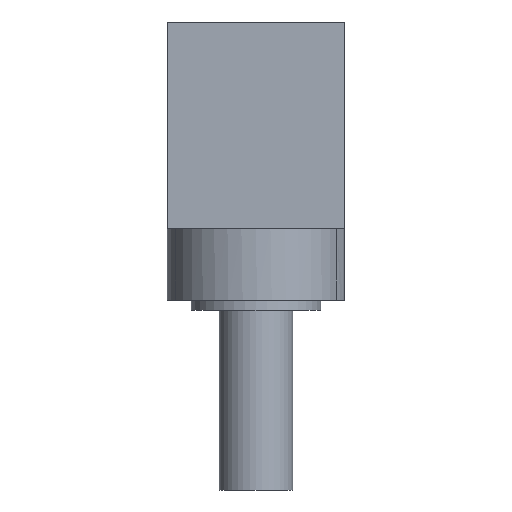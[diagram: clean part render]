
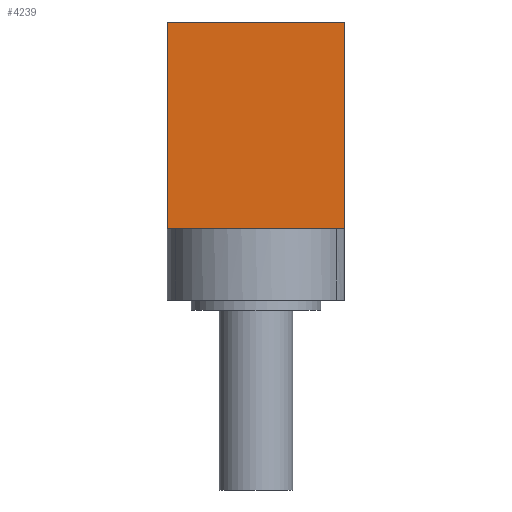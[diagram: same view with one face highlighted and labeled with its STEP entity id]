
A CAD part, front view. The second image highlights one B-rep face of the part: STEP entity #4239.
In plain terms, the highlighted planar face has unit normal (0, -1, 0).
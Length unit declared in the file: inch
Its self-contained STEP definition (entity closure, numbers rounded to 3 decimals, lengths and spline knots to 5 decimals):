
#4 = VERTEX_POINT ( 'NONE', #614 ) ;
#197 = LINE ( 'NONE', #613, #3896 ) ;
#319 = EDGE_LOOP ( 'NONE', ( #3515, #1586, #1210, #2120, #2483 ) ) ;
#351 = CARTESIAN_POINT ( 'NONE',  ( -0.185, -0.18494, -0.43065 ) ) ;
#484 = LINE ( 'NONE', #351, #3513 ) ;
#613 = CARTESIAN_POINT ( 'NONE',  ( -0.185, -0.18494, -0.58065 ) ) ;
#614 = CARTESIAN_POINT ( 'NONE',  ( -0.00064, -0.18494, -0.43065 ) ) ;
#644 = VECTOR ( 'NONE', #2280, 39.37008 ) ;
#776 = CARTESIAN_POINT ( 'NONE',  ( -0.185, -0.18494, -0.43065 ) ) ;
#782 = EDGE_CURVE ( 'NONE', #1958, #3991, #1464, .T. ) ;
#787 = DIRECTION ( 'NONE',  ( 0., -1., 0. ) ) ;
#942 = EDGE_CURVE ( 'NONE', #4, #1958, #1300, .T. ) ;
#1002 = DIRECTION ( 'NONE',  ( 0., 0., 1. ) ) ;
#1182 = CARTESIAN_POINT ( 'NONE',  ( -0.185, -0.18494, 0. ) ) ;
#1210 = ORIENTED_EDGE ( 'NONE', *, *, #942, .T. ) ;
#1300 = LINE ( 'NONE', #776, #644 ) ;
#1464 = LINE ( 'NONE', #4404, #4415 ) ;
#1486 = VECTOR ( 'NONE', #3181, 39.37008 ) ;
#1555 = VERTEX_POINT ( 'NONE', #3017 ) ;
#1586 = ORIENTED_EDGE ( 'NONE', *, *, #2807, .T. ) ;
#1605 = LINE ( 'NONE', #1649, #1486 ) ;
#1649 = CARTESIAN_POINT ( 'NONE',  ( -0.185, -0.18494, 0. ) ) ;
#1958 = VERTEX_POINT ( 'NONE', #4811 ) ;
#2109 = PLANE ( 'NONE',  #2155 ) ;
#2120 = ORIENTED_EDGE ( 'NONE', *, *, #782, .T. ) ;
#2155 = AXIS2_PLACEMENT_3D ( 'NONE', #2951, #787, #3117 ) ;
#2280 = DIRECTION ( 'NONE',  ( 1., 0., 0. ) ) ;
#2338 = EDGE_CURVE ( 'NONE', #4567, #3991, #1605, .T. ) ;
#2483 = ORIENTED_EDGE ( 'NONE', *, *, #2338, .F. ) ;
#2493 = DIRECTION ( 'NONE',  ( 1., 0., 0. ) ) ;
#2744 = CARTESIAN_POINT ( 'NONE',  ( 0.185, -0.18494, 0. ) ) ;
#2807 = EDGE_CURVE ( 'NONE', #1555, #4, #484, .T. ) ;
#2831 = DIRECTION ( 'NONE',  ( 0., 0., 1. ) ) ;
#2939 = FACE_OUTER_BOUND ( 'NONE', #319, .T. ) ;
#2951 = CARTESIAN_POINT ( 'NONE',  ( -0.185, -0.18494, -0.58065 ) ) ;
#3017 = CARTESIAN_POINT ( 'NONE',  ( -0.185, -0.18494, -0.43065 ) ) ;
#3117 = DIRECTION ( 'NONE',  ( 0., 0., -1. ) ) ;
#3181 = DIRECTION ( 'NONE',  ( 1., 0., 0. ) ) ;
#3513 = VECTOR ( 'NONE', #2493, 39.37008 ) ;
#3515 = ORIENTED_EDGE ( 'NONE', *, *, #4394, .F. ) ;
#3896 = VECTOR ( 'NONE', #1002, 39.37008 ) ;
#3991 = VERTEX_POINT ( 'NONE', #2744 ) ;
#4239 = ADVANCED_FACE ( 'NONE', ( #2939 ), #2109, .T. ) ;
#4394 = EDGE_CURVE ( 'NONE', #1555, #4567, #197, .T. ) ;
#4404 = CARTESIAN_POINT ( 'NONE',  ( 0.185, -0.18494, -0.58065 ) ) ;
#4415 = VECTOR ( 'NONE', #2831, 39.37008 ) ;
#4567 = VERTEX_POINT ( 'NONE', #1182 ) ;
#4811 = CARTESIAN_POINT ( 'NONE',  ( 0.185, -0.18494, -0.43065 ) ) ;
